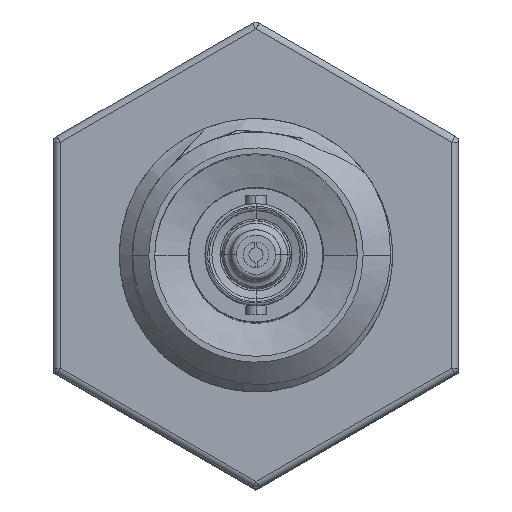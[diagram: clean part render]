
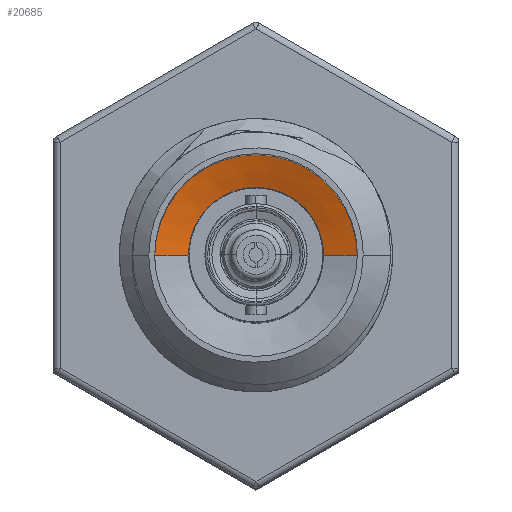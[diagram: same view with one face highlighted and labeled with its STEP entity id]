
A CAD part, top view. The second image highlights one B-rep face of the part: STEP entity #20685.
In plain terms, the highlighted conical face has half-angle 70 degrees and reference radius 9.525 mm.
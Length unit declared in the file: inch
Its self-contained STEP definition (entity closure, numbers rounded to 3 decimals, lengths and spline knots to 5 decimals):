
#2191 = AXIS2_PLACEMENT_3D ( 'NONE', #12569, #12570, #12571 ) ;
#2194 = CIRCLE ( 'NONE', #2191, 0.375 ) ;
#2271 = AXIS2_PLACEMENT_3D ( 'NONE', #11613, #11611, #11607 ) ;
#2272 = CONICAL_SURFACE ( 'NONE', #2271, 0.375, 1.222 ) ;
#3145 = AXIS2_PLACEMENT_3D ( 'NONE', #9058, #9059, #9060 ) ;
#3150 = CIRCLE ( 'NONE', #3145, 0.25 ) ;
#3154 = VECTOR ( 'NONE', #9042, 39.37008 ) ;
#3170 = VECTOR ( 'NONE', #9038, 39.37008 ) ;
#3815 = EDGE_CURVE ( 'NONE', #16840, #16758, #9034, .T. ) ;
#3819 = EDGE_CURVE ( 'NONE', #16830, #16842, #9039, .T. ) ;
#3850 = EDGE_CURVE ( 'NONE', #16830, #16840, #3150, .T. ) ;
#5930 = CARTESIAN_POINT ( 'NONE',  ( -0.375, 0., 0.44 ) ) ;
#5967 = CARTESIAN_POINT ( 'NONE',  ( 0.25, 0., 0.3945 ) ) ;
#5972 = CARTESIAN_POINT ( 'NONE',  ( -0.25, 0., 0.3945 ) ) ;
#5973 = CARTESIAN_POINT ( 'NONE',  ( 0.375, 0., 0.44 ) ) ;
#9032 = CARTESIAN_POINT ( 'NONE',  ( -0.375, 0., 0.44 ) ) ;
#9034 = LINE ( 'NONE', #9032, #3170 ) ;
#9038 = DIRECTION ( 'NONE',  ( -0.94, 0., 0.342 ) ) ;
#9039 = LINE ( 'NONE', #9041, #3154 ) ;
#9041 = CARTESIAN_POINT ( 'NONE',  ( 0.375, 0., 0.44 ) ) ;
#9042 = DIRECTION ( 'NONE',  ( 0.94, 0., 0.342 ) ) ;
#9058 = CARTESIAN_POINT ( 'NONE',  ( 0., 0., 0.3945 ) ) ;
#9059 = DIRECTION ( 'NONE',  ( 0., 0., 1. ) ) ;
#9060 = DIRECTION ( 'NONE',  ( 1., 0., 0. ) ) ;
#11607 = DIRECTION ( 'NONE',  ( 1., 0., 0. ) ) ;
#11610 = FACE_OUTER_BOUND ( 'NONE', #16330, .T. ) ;
#11611 = DIRECTION ( 'NONE',  ( 0., 0., 1. ) ) ;
#11613 = CARTESIAN_POINT ( 'NONE',  ( 0., 0., 0.44 ) ) ;
#12569 = CARTESIAN_POINT ( 'NONE',  ( 0., 0., 0.44 ) ) ;
#12570 = DIRECTION ( 'NONE',  ( 0., 0., 1. ) ) ;
#12571 = DIRECTION ( 'NONE',  ( 1., 0., 0. ) ) ;
#13279 = ORIENTED_EDGE ( 'NONE', *, *, #20761, .T. ) ;
#13280 = ORIENTED_EDGE ( 'NONE', *, *, #3819, .T. ) ;
#13281 = ORIENTED_EDGE ( 'NONE', *, *, #3850, .F. ) ;
#13282 = ORIENTED_EDGE ( 'NONE', *, *, #3815, .F. ) ;
#16330 = EDGE_LOOP ( 'NONE', ( #13282, #13281, #13280, #13279 ) ) ;
#16758 = VERTEX_POINT ( 'NONE', #5930 ) ;
#16830 = VERTEX_POINT ( 'NONE', #5967 ) ;
#16840 = VERTEX_POINT ( 'NONE', #5972 ) ;
#16842 = VERTEX_POINT ( 'NONE', #5973 ) ;
#20685 = ADVANCED_FACE ( 'NONE', ( #11610 ), #2272, .F. ) ;
#20761 = EDGE_CURVE ( 'NONE', #16842, #16758, #2194, .T. ) ;
